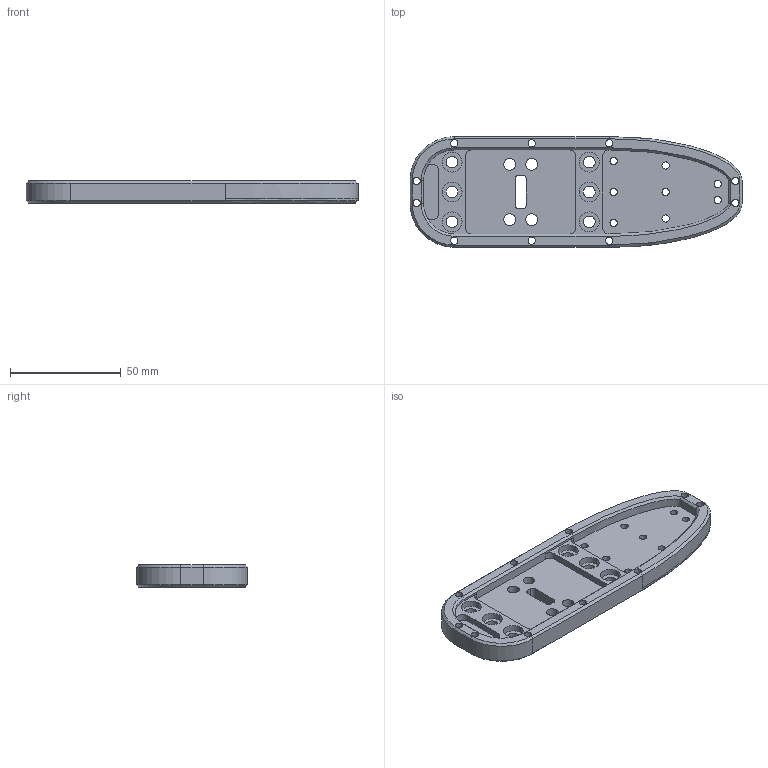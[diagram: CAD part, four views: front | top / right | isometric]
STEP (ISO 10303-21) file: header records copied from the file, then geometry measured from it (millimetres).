
FILE_DESCRIPTION (( 'STEP AP214' ), '1' );
FILE_NAME ('褐菁啣.STEP', '2025-04-21T10:49:09', ( 'Windows User' ), ( 'P R C' ), 'SwSTEP 2.0', 'SolidWorks 2020', '' );
FILE_SCHEMA (( 'AUTOMOTIVE_DESIGN' ));
Length unit declared in the file: millimetre
Products named in the file (1): 褐菁啣
Bounding box: 150 x 50 x 10 mm (x, y, z)
Volume: 41452.3 mm3; surface area: 20590.6 mm2
Topology: 1 solids, 1 shells, 177 faces, 456 edges, 290 vertices
Faces by surface type: cylinder 92, plane 59, cone 14, bspline 12
Entity records: 8406 total; most frequent: CARTESIAN_POINT 3474, DIRECTION 956, ORIENTED_EDGE 912, EDGE_CURVE 456, AXIS2_PLACEMENT_3D 366, VERTEX_POINT 290, EDGE_LOOP 244, VECTOR 224
